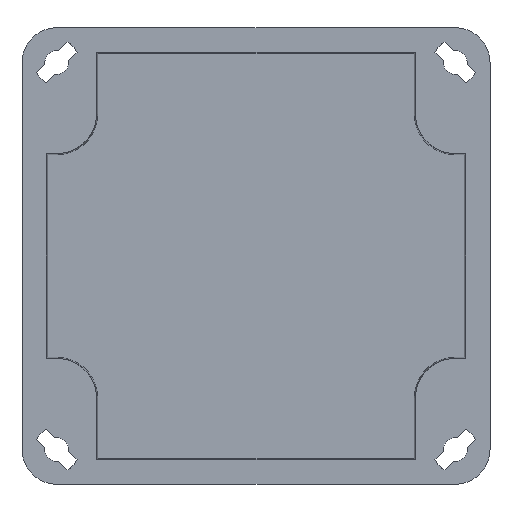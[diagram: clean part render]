
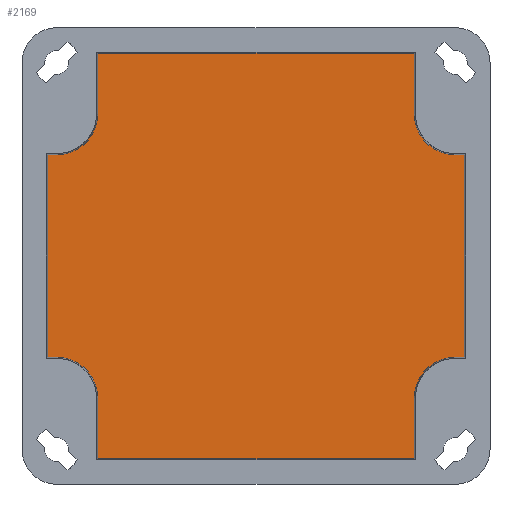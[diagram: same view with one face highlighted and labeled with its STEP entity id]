
A CAD part, front view. The second image highlights one B-rep face of the part: STEP entity #2169.
In plain terms, the highlighted planar face has unit normal (0, -1, 0).
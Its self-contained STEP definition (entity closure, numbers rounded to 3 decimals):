
#878 = CARTESIAN_POINT ( 'NONE',  ( -35., 11.5, -17.799 ) ) ;
#879 = DIRECTION ( 'NONE',  ( 1., 0., 0. ) ) ;
#880 = VECTOR ( 'NONE', #879, 1000. ) ;
#881 = CARTESIAN_POINT ( 'NONE',  ( -36.8, 11.5, -17.799 ) ) ;
#882 = LINE ( 'NONE', #881, #880 ) ;
#883 = CARTESIAN_POINT ( 'NONE',  ( -36.599, 11.5, -17.799 ) ) ;
#884 = CARTESIAN_POINT ( 'NONE',  ( -36.599, 11.5, 17.799 ) ) ;
#885 = DIRECTION ( 'NONE',  ( 0., 0., -1. ) ) ;
#886 = VECTOR ( 'NONE', #885, 1000. ) ;
#887 = CARTESIAN_POINT ( 'NONE',  ( -36.599, 11.5, -18. ) ) ;
#888 = LINE ( 'NONE', #887, #886 ) ;
#889 = CARTESIAN_POINT ( 'NONE',  ( 35., 11.5, 17.799 ) ) ;
#890 = DIRECTION ( 'NONE',  ( -1., 0., 0. ) ) ;
#891 = VECTOR ( 'NONE', #890, 1000. ) ;
#892 = CARTESIAN_POINT ( 'NONE',  ( 36.8, 11.5, 17.799 ) ) ;
#893 = LINE ( 'NONE', #892, #891 ) ;
#900 = CARTESIAN_POINT ( 'NONE',  ( -27.799, 11.5, -35.599 ) ) ;
#901 = DIRECTION ( 'NONE',  ( 0., 0., -1. ) ) ;
#902 = VECTOR ( 'NONE', #901, 1000. ) ;
#903 = CARTESIAN_POINT ( 'NONE',  ( -27.799, 11.5, -25. ) ) ;
#904 = LINE ( 'NONE', #903, #902 ) ;
#905 = CARTESIAN_POINT ( 'NONE',  ( -27.799, 11.5, -25. ) ) ;
#906 = DIRECTION ( 'NONE',  ( 0., 0., 1. ) ) ;
#907 = DIRECTION ( 'NONE',  ( 0., 1., 0. ) ) ;
#908 = CARTESIAN_POINT ( 'NONE',  ( -35., 11.5, -25. ) ) ;
#909 = AXIS2_PLACEMENT_3D ( 'NONE', #908, #907, #906 ) ;
#910 = CIRCLE ( 'NONE', #909, 7.201 ) ;
#914 = CARTESIAN_POINT ( 'NONE',  ( 36.599, 11.5, 17.799 ) ) ;
#1009 = DIRECTION ( 'NONE',  ( -1., 0., 0. ) ) ;
#1010 = VECTOR ( 'NONE', #1009, 1000. ) ;
#1011 = CARTESIAN_POINT ( 'NONE',  ( -36.8, 11.5, 17.799 ) ) ;
#1012 = LINE ( 'NONE', #1011, #1010 ) ;
#1026 = CIRCLE ( 'NONE', #1102, 7.201 ) ;
#1035 = PLANE ( 'NONE',  #1125 ) ;
#1036 = FACE_OUTER_BOUND ( 'NONE', #2170, .T. ) ;
#1098 = CARTESIAN_POINT ( 'NONE',  ( -35., 11.5, 17.799 ) ) ;
#1099 = DIRECTION ( 'NONE',  ( 0., 0., 1. ) ) ;
#1100 = DIRECTION ( 'NONE',  ( 0., 1., 0. ) ) ;
#1101 = CARTESIAN_POINT ( 'NONE',  ( -35., 11.5, 25. ) ) ;
#1102 = AXIS2_PLACEMENT_3D ( 'NONE', #1101, #1100, #1099 ) ;
#1122 = DIRECTION ( 'NONE',  ( 0., 0., 1. ) ) ;
#1123 = DIRECTION ( 'NONE',  ( 0., 1., 0. ) ) ;
#1124 = CARTESIAN_POINT ( 'NONE',  ( 35., 11.5, -34. ) ) ;
#1125 = AXIS2_PLACEMENT_3D ( 'NONE', #1124, #1123, #1122 ) ;
#1126 = DIRECTION ( 'NONE',  ( 1., 0., 0. ) ) ;
#1127 = VECTOR ( 'NONE', #1126, 1000. ) ;
#1128 = CARTESIAN_POINT ( 'NONE',  ( -28., 11.5, -35.599 ) ) ;
#1129 = LINE ( 'NONE', #1128, #1127 ) ;
#1130 = CARTESIAN_POINT ( 'NONE',  ( -27.799, 11.5, 25. ) ) ;
#1131 = DIRECTION ( 'NONE',  ( 0., 0., -1. ) ) ;
#1132 = VECTOR ( 'NONE', #1131, 1000. ) ;
#1133 = CARTESIAN_POINT ( 'NONE',  ( -27.799, 11.5, 25. ) ) ;
#1134 = LINE ( 'NONE', #1133, #1132 ) ;
#1135 = CARTESIAN_POINT ( 'NONE',  ( -27.799, 11.5, 35.599 ) ) ;
#1136 = DIRECTION ( 'NONE',  ( -1., 0., 0. ) ) ;
#1137 = VECTOR ( 'NONE', #1136, 1000. ) ;
#1138 = CARTESIAN_POINT ( 'NONE',  ( -28., 11.5, 35.599 ) ) ;
#1139 = LINE ( 'NONE', #1138, #1137 ) ;
#1140 = CARTESIAN_POINT ( 'NONE',  ( 27.799, 11.5, 35.599 ) ) ;
#1141 = DIRECTION ( 'NONE',  ( 0., 0., 1. ) ) ;
#1142 = VECTOR ( 'NONE', #1141, 1000. ) ;
#1143 = CARTESIAN_POINT ( 'NONE',  ( 27.799, 11.5, 25. ) ) ;
#1144 = LINE ( 'NONE', #1143, #1142 ) ;
#1145 = CARTESIAN_POINT ( 'NONE',  ( 27.799, 11.5, 25. ) ) ;
#1146 = DIRECTION ( 'NONE',  ( 0., 0., 1. ) ) ;
#1147 = DIRECTION ( 'NONE',  ( 0., 1., 0. ) ) ;
#1148 = AXIS2_PLACEMENT_3D ( 'NONE', #1154, #1147, #1146 ) ;
#1149 = CIRCLE ( 'NONE', #1148, 7.201 ) ;
#1154 = CARTESIAN_POINT ( 'NONE',  ( 35., 11.5, 25. ) ) ;
#1164 = DIRECTION ( 'NONE',  ( 0., 0., 1. ) ) ;
#1165 = VECTOR ( 'NONE', #1164, 1000. ) ;
#1166 = LINE ( 'NONE', #1218, #1165 ) ;
#1171 = LINE ( 'NONE', #1222, #1221 ) ;
#1172 = DIRECTION ( 'NONE',  ( 0., 1., 0. ) ) ;
#1173 = AXIS2_PLACEMENT_3D ( 'NONE', #1223, #1172, #1275 ) ;
#1174 = CIRCLE ( 'NONE', #1173, 7.201 ) ;
#1175 = CARTESIAN_POINT ( 'NONE',  ( 27.799, 11.5, -35.599 ) ) ;
#1194 = DIRECTION ( 'NONE',  ( 0., 0., 1. ) ) ;
#1195 = VECTOR ( 'NONE', #1194, 1000. ) ;
#1196 = CARTESIAN_POINT ( 'NONE',  ( 36.599, 11.5, -18. ) ) ;
#1197 = LINE ( 'NONE', #1196, #1195 ) ;
#1218 = CARTESIAN_POINT ( 'NONE',  ( 27.799, 11.5, -25. ) ) ;
#1219 = CARTESIAN_POINT ( 'NONE',  ( 36.599, 11.5, -17.799 ) ) ;
#1220 = DIRECTION ( 'NONE',  ( 1., 0., 0. ) ) ;
#1221 = VECTOR ( 'NONE', #1220, 1000. ) ;
#1222 = CARTESIAN_POINT ( 'NONE',  ( 36.8, 11.5, -17.799 ) ) ;
#1223 = CARTESIAN_POINT ( 'NONE',  ( 35., 11.5, -25. ) ) ;
#1224 = CARTESIAN_POINT ( 'NONE',  ( 27.799, 11.5, -25. ) ) ;
#1274 = CARTESIAN_POINT ( 'NONE',  ( 35., 11.5, -17.799 ) ) ;
#1275 = DIRECTION ( 'NONE',  ( 0., 0., 1. ) ) ;
#2102 = VERTEX_POINT ( 'NONE', #914 ) ;
#2103 = ORIENTED_EDGE ( 'NONE', *, *, #2104, .T. ) ;
#2104 = EDGE_CURVE ( 'NONE', #2102, #2105, #893, .T. ) ;
#2105 = VERTEX_POINT ( 'NONE', #889 ) ;
#2106 = ORIENTED_EDGE ( 'NONE', *, *, #2107, .T. ) ;
#2107 = EDGE_CURVE ( 'NONE', #2108, #2109, #888, .T. ) ;
#2108 = VERTEX_POINT ( 'NONE', #884 ) ;
#2109 = VERTEX_POINT ( 'NONE', #883 ) ;
#2110 = ORIENTED_EDGE ( 'NONE', *, *, #2111, .T. ) ;
#2111 = EDGE_CURVE ( 'NONE', #2109, #2112, #882, .T. ) ;
#2112 = VERTEX_POINT ( 'NONE', #878 ) ;
#2113 = ORIENTED_EDGE ( 'NONE', *, *, #2114, .T. ) ;
#2114 = EDGE_CURVE ( 'NONE', #2112, #2115, #910, .T. ) ;
#2115 = VERTEX_POINT ( 'NONE', #905 ) ;
#2116 = ORIENTED_EDGE ( 'NONE', *, *, #2117, .T. ) ;
#2117 = EDGE_CURVE ( 'NONE', #2115, #2118, #904, .T. ) ;
#2118 = VERTEX_POINT ( 'NONE', #900 ) ;
#2119 = ORIENTED_EDGE ( 'NONE', *, *, #2273, .T. ) ;
#2169 = ADVANCED_FACE ( 'NONE', ( #1036 ), #1035, .F. ) ;
#2170 = EDGE_LOOP ( 'NONE', ( #2106, #2110, #2113, #2116, #2119, #2275, #2278, #2281, #2284, #2103, #2260, #2263, #2266, #2269, #2272, #2173 ) ) ;
#2171 = EDGE_CURVE ( 'NONE', #2271, #2172, #1026, .T. ) ;
#2172 = VERTEX_POINT ( 'NONE', #1098 ) ;
#2173 = ORIENTED_EDGE ( 'NONE', *, *, #2174, .T. ) ;
#2174 = EDGE_CURVE ( 'NONE', #2172, #2108, #1012, .T. ) ;
#2260 = ORIENTED_EDGE ( 'NONE', *, *, #2261, .T. ) ;
#2261 = EDGE_CURVE ( 'NONE', #2105, #2262, #1149, .T. ) ;
#2262 = VERTEX_POINT ( 'NONE', #1145 ) ;
#2263 = ORIENTED_EDGE ( 'NONE', *, *, #2264, .T. ) ;
#2264 = EDGE_CURVE ( 'NONE', #2262, #2265, #1144, .T. ) ;
#2265 = VERTEX_POINT ( 'NONE', #1140 ) ;
#2266 = ORIENTED_EDGE ( 'NONE', *, *, #2267, .T. ) ;
#2267 = EDGE_CURVE ( 'NONE', #2265, #2268, #1139, .T. ) ;
#2268 = VERTEX_POINT ( 'NONE', #1135 ) ;
#2269 = ORIENTED_EDGE ( 'NONE', *, *, #2270, .T. ) ;
#2270 = EDGE_CURVE ( 'NONE', #2268, #2271, #1134, .T. ) ;
#2271 = VERTEX_POINT ( 'NONE', #1130 ) ;
#2272 = ORIENTED_EDGE ( 'NONE', *, *, #2171, .T. ) ;
#2273 = EDGE_CURVE ( 'NONE', #2118, #2274, #1129, .T. ) ;
#2274 = VERTEX_POINT ( 'NONE', #1175 ) ;
#2275 = ORIENTED_EDGE ( 'NONE', *, *, #2276, .T. ) ;
#2276 = EDGE_CURVE ( 'NONE', #2274, #2277, #1166, .T. ) ;
#2277 = VERTEX_POINT ( 'NONE', #1224 ) ;
#2278 = ORIENTED_EDGE ( 'NONE', *, *, #2279, .T. ) ;
#2279 = EDGE_CURVE ( 'NONE', #2277, #2280, #1174, .T. ) ;
#2280 = VERTEX_POINT ( 'NONE', #1274 ) ;
#2281 = ORIENTED_EDGE ( 'NONE', *, *, #2282, .T. ) ;
#2282 = EDGE_CURVE ( 'NONE', #2280, #2283, #1171, .T. ) ;
#2283 = VERTEX_POINT ( 'NONE', #1219 ) ;
#2284 = ORIENTED_EDGE ( 'NONE', *, *, #2285, .T. ) ;
#2285 = EDGE_CURVE ( 'NONE', #2283, #2102, #1197, .T. ) ;
